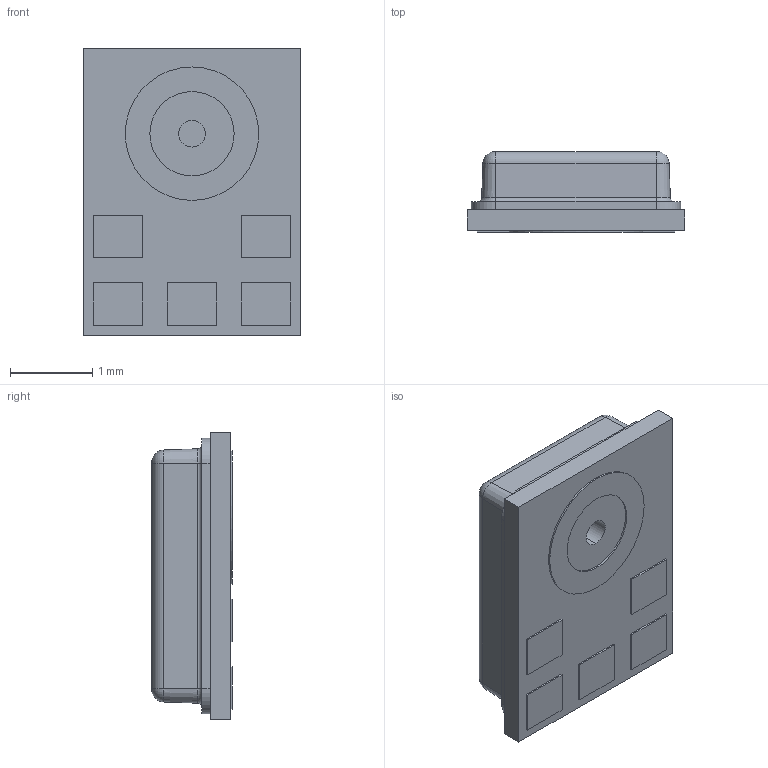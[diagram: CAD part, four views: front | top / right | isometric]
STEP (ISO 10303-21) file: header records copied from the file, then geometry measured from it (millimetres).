
FILE_DESCRIPTION (( 'STEP AP214' ), '1' );
FILE_NAME ('Knowles_SPH0645LM4H-B.step', '2020-10-19T11:51:58+00:00', 'Stefan Hamminga', '', '', '', '');
FILE_SCHEMA (( 'AUTOMOTIVE_DESIGN' ));
Length unit declared in the file: millimetre
Products named in the file (1): Knowles_SPH0645LM4H-B
Bounding box: 2.65 x 0.98 x 3.5 mm (x, y, z)
Volume: 7.4 mm3; surface area: 51.1 mm2
Topology: 8 solids, 8 shells, 80 faces, 172 edges, 110 vertices
Faces by surface type: plane 50, cylinder 18, torus 8, cone 4
Entity records: 2274 total; most frequent: DIRECTION 388, CARTESIAN_POINT 363, ORIENTED_EDGE 344, EDGE_CURVE 172, AXIS2_PLACEMENT_3D 135, VECTOR 118, LINE 118, VERTEX_POINT 110
